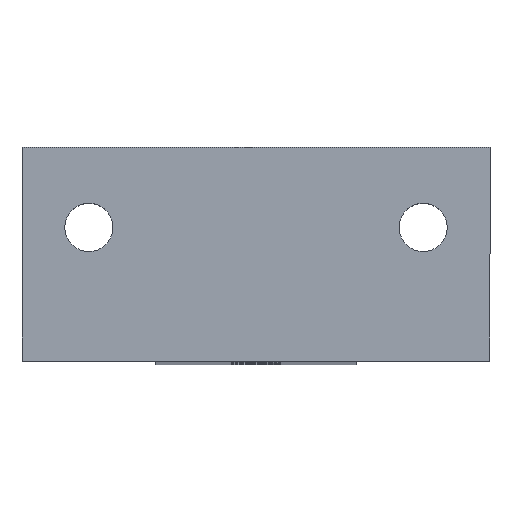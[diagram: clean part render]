
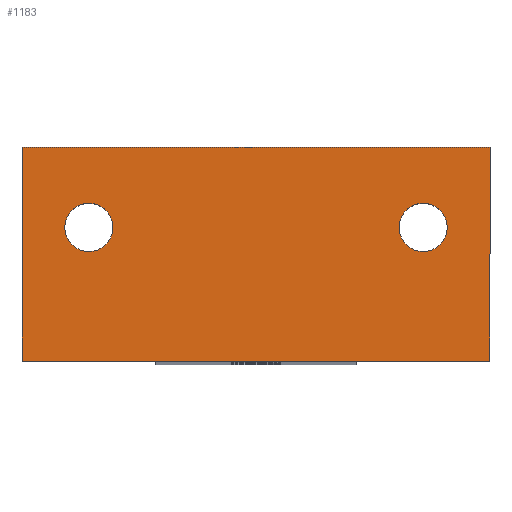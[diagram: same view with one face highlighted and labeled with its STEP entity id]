
A CAD part, top view. The second image highlights one B-rep face of the part: STEP entity #1183.
In plain terms, the highlighted planar face has unit normal (0, 0, 1).
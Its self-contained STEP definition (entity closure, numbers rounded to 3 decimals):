
#49 = VERTEX_POINT ( 'NONE', #1419 ) ;
#76 = EDGE_CURVE ( 'NONE', #680, #1034, #1576, .T. ) ;
#83 = CARTESIAN_POINT ( 'NONE',  ( -12.5, 10., 0. ) ) ;
#88 = AXIS2_PLACEMENT_3D ( 'NONE', #486, #635, #1132 ) ;
#95 = EDGE_CURVE ( 'NONE', #292, #898, #1078, .T. ) ;
#180 = LINE ( 'NONE', #1000, #1263 ) ;
#202 = EDGE_LOOP ( 'NONE', ( #1276, #1182, #1047, #1101 ) ) ;
#243 = CIRCLE ( 'NONE', #1109, 1.8 ) ;
#268 = CARTESIAN_POINT ( 'NONE',  ( 17.5, 16., 0. ) ) ;
#282 = LINE ( 'NONE', #268, #1156 ) ;
#292 = VERTEX_POINT ( 'NONE', #1491 ) ;
#301 = AXIS2_PLACEMENT_3D ( 'NONE', #828, #681, #565 ) ;
#380 = CARTESIAN_POINT ( 'NONE',  ( 10.7, 10., 0. ) ) ;
#404 = CIRCLE ( 'NONE', #301, 1.8 ) ;
#438 = CIRCLE ( 'NONE', #1338, 1.8 ) ;
#444 = CARTESIAN_POINT ( 'NONE',  ( 7.5, 0., 0. ) ) ;
#486 = CARTESIAN_POINT ( 'NONE',  ( 7.5, 0., 0. ) ) ;
#526 = CARTESIAN_POINT ( 'NONE',  ( -17.5, 0., 0. ) ) ;
#536 = ORIENTED_EDGE ( 'NONE', *, *, #1511, .T. ) ;
#565 = DIRECTION ( 'NONE',  ( -1., 0., 0. ) ) ;
#579 = EDGE_CURVE ( 'NONE', #1166, #1215, #404, .T. ) ;
#593 = CARTESIAN_POINT ( 'NONE',  ( -10.7, 10., 0. ) ) ;
#601 = CARTESIAN_POINT ( 'NONE',  ( -17.5, 16., 0. ) ) ;
#623 = EDGE_CURVE ( 'NONE', #756, #49, #438, .T. ) ;
#635 = DIRECTION ( 'NONE',  ( 0., 0., -1. ) ) ;
#637 = DIRECTION ( 'NONE',  ( -1., 0., 0. ) ) ;
#680 = VERTEX_POINT ( 'NONE', #601 ) ;
#681 = DIRECTION ( 'NONE',  ( 0., 0., -1. ) ) ;
#688 = DIRECTION ( 'NONE',  ( 1., 0., 0. ) ) ;
#737 = PLANE ( 'NONE',  #88 ) ;
#746 = DIRECTION ( 'NONE',  ( 0., 1., 0. ) ) ;
#756 = VERTEX_POINT ( 'NONE', #593 ) ;
#761 = CARTESIAN_POINT ( 'NONE',  ( 12.5, 10., 0. ) ) ;
#828 = CARTESIAN_POINT ( 'NONE',  ( 12.5, 10., 0. ) ) ;
#863 = ORIENTED_EDGE ( 'NONE', *, *, #623, .T. ) ;
#898 = VERTEX_POINT ( 'NONE', #526 ) ;
#920 = EDGE_LOOP ( 'NONE', ( #1212, #1526 ) ) ;
#928 = DIRECTION ( 'NONE',  ( 0., 0., -1. ) ) ;
#935 = DIRECTION ( 'NONE',  ( -1., 0., 0. ) ) ;
#994 = CARTESIAN_POINT ( 'NONE',  ( -12.5, 10., 0. ) ) ;
#1000 = CARTESIAN_POINT ( 'NONE',  ( -17.5, 16., 0. ) ) ;
#1018 = FACE_OUTER_BOUND ( 'NONE', #202, .T. ) ;
#1034 = VERTEX_POINT ( 'NONE', #1449 ) ;
#1047 = ORIENTED_EDGE ( 'NONE', *, *, #76, .F. ) ;
#1074 = FACE_BOUND ( 'NONE', #1108, .T. ) ;
#1078 = LINE ( 'NONE', #444, #1209 ) ;
#1101 = ORIENTED_EDGE ( 'NONE', *, *, #1569, .T. ) ;
#1108 = EDGE_LOOP ( 'NONE', ( #536, #863 ) ) ;
#1109 = AXIS2_PLACEMENT_3D ( 'NONE', #994, #1134, #637 ) ;
#1132 = DIRECTION ( 'NONE',  ( -1., 0., 0. ) ) ;
#1134 = DIRECTION ( 'NONE',  ( 0., 0., -1. ) ) ;
#1156 = VECTOR ( 'NONE', #746, 1000. ) ;
#1166 = VERTEX_POINT ( 'NONE', #380 ) ;
#1182 = ORIENTED_EDGE ( 'NONE', *, *, #1545, .T. ) ;
#1183 = ADVANCED_FACE ( 'NONE', ( #1389, #1074, #1018 ), #737, .F. ) ;
#1186 = CARTESIAN_POINT ( 'NONE',  ( -7.5, 16., 0. ) ) ;
#1209 = VECTOR ( 'NONE', #1535, 1000. ) ;
#1212 = ORIENTED_EDGE ( 'NONE', *, *, #579, .T. ) ;
#1215 = VERTEX_POINT ( 'NONE', #1356 ) ;
#1254 = EDGE_CURVE ( 'NONE', #1215, #1166, #1369, .T. ) ;
#1263 = VECTOR ( 'NONE', #1372, 1000. ) ;
#1274 = DIRECTION ( 'NONE',  ( -1., 0., 0. ) ) ;
#1276 = ORIENTED_EDGE ( 'NONE', *, *, #95, .F. ) ;
#1338 = AXIS2_PLACEMENT_3D ( 'NONE', #83, #928, #935 ) ;
#1356 = CARTESIAN_POINT ( 'NONE',  ( 14.3, 10., 0. ) ) ;
#1369 = CIRCLE ( 'NONE', #1550, 1.8 ) ;
#1372 = DIRECTION ( 'NONE',  ( 0., -1., 0. ) ) ;
#1389 = FACE_BOUND ( 'NONE', #920, .T. ) ;
#1419 = CARTESIAN_POINT ( 'NONE',  ( -14.3, 10., 0. ) ) ;
#1449 = CARTESIAN_POINT ( 'NONE',  ( 17.5, 16., 0. ) ) ;
#1491 = CARTESIAN_POINT ( 'NONE',  ( 17.5, 0., 0. ) ) ;
#1498 = VECTOR ( 'NONE', #688, 1000. ) ;
#1511 = EDGE_CURVE ( 'NONE', #49, #756, #243, .T. ) ;
#1516 = DIRECTION ( 'NONE',  ( 0., 0., -1. ) ) ;
#1526 = ORIENTED_EDGE ( 'NONE', *, *, #1254, .T. ) ;
#1535 = DIRECTION ( 'NONE',  ( -1., 0., 0. ) ) ;
#1545 = EDGE_CURVE ( 'NONE', #292, #1034, #282, .T. ) ;
#1550 = AXIS2_PLACEMENT_3D ( 'NONE', #761, #1516, #1274 ) ;
#1569 = EDGE_CURVE ( 'NONE', #680, #898, #180, .T. ) ;
#1576 = LINE ( 'NONE', #1186, #1498 ) ;
